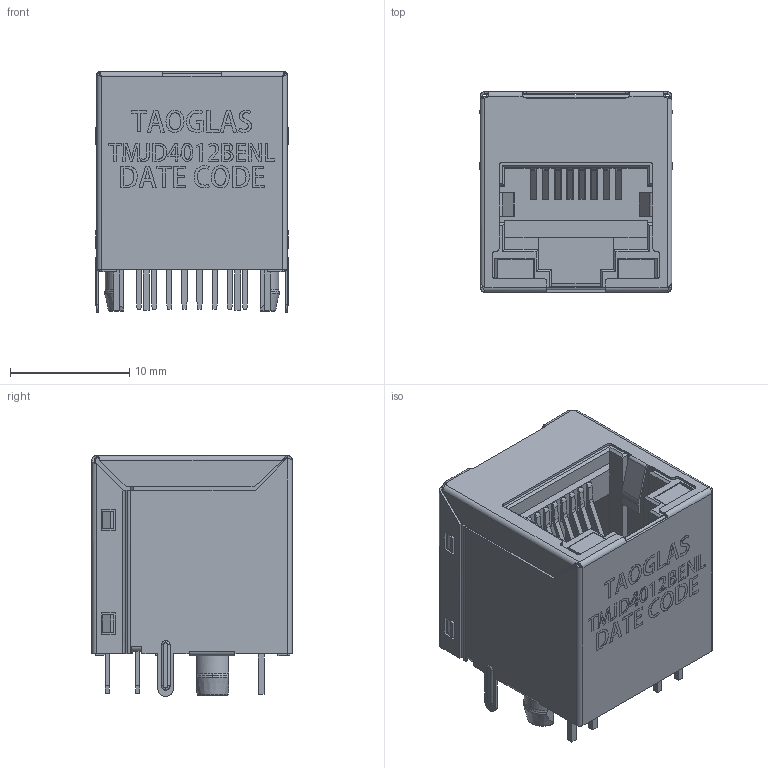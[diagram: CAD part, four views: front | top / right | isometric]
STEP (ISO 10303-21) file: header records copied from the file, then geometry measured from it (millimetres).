
FILE_DESCRIPTION (( 'STEP AP214' ), '1' );
FILE_NAME ('TMJD4012BENL.STEP', '2022-11-04T10:31:07', ( '' ), ( '' ), 'SwSTEP 2.0', 'SolidWorks 2022', '' );
FILE_SCHEMA (( 'AUTOMOTIVE_DESIGN' ));
Length unit declared in the file: millimetre
Products named in the file (1): TMJD4012BENL
Bounding box: 16.2 x 16.82 x 20.2 mm (x, y, z)
Surface area: 6425.8 mm2 (no closed solid volume)
Topology: 0 solids, 6 shells, 1687 faces, 4633 edges, 2994 vertices
Faces by surface type: plane 1303, cylinder 214, bspline 150, torus 16, sphere 2, cone 2
Entity records: 61038 total; most frequent: CARTESIAN_POINT 22001, ORIENTED_EDGE 9230, DIRECTION 6124, EDGE_CURVE 4631, VERTEX_POINT 2994, LINE 2724, VECTOR 2724, EDGE_LOOP 1803
